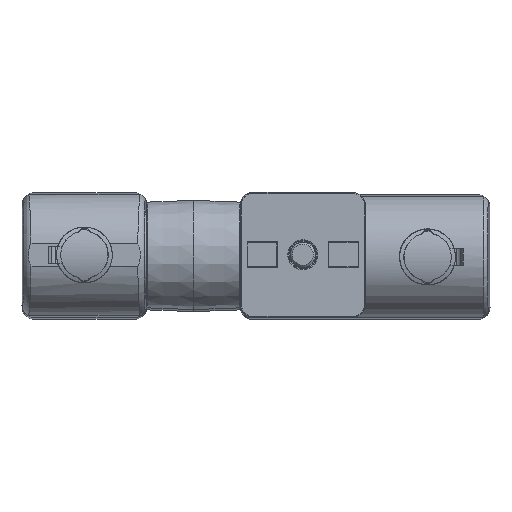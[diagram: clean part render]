
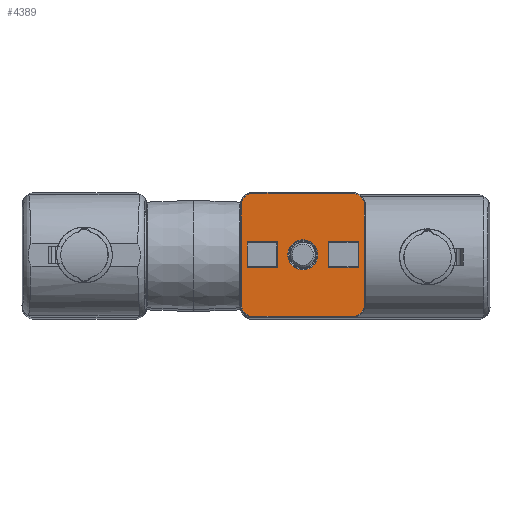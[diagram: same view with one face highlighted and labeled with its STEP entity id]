
A CAD part, top view. The second image highlights one B-rep face of the part: STEP entity #4389.
In plain terms, the highlighted face is planar.
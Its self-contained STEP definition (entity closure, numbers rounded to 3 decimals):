
#4389=ADVANCED_FACE('',(#5290,#5291,#5292,#5293),#5294,.F.);
#5290=FACE_OUTER_BOUND('',#6799,.T.);
#5291=FACE_BOUND('',#6800,.T.);
#5292=FACE_BOUND('',#6801,.T.);
#5293=FACE_BOUND('',#6802,.T.);
#5294=PLANE('',#6803);
#6799=EDGE_LOOP('',(#8808,#8809,#8810,#8811,#8812,#8813,#8814,#8815));
#6800=EDGE_LOOP('',(#8816,#8817,#8818,#8819));
#6801=EDGE_LOOP('',(#8820,#8821,#8822,#8823));
#6802=EDGE_LOOP('',(#8824));
#6803=AXIS2_PLACEMENT_3D('',#8825,#8826,#8827);
#8808=ORIENTED_EDGE('',*,*,#14043,.T.);
#8809=ORIENTED_EDGE('',*,*,#14104,.T.);
#8810=ORIENTED_EDGE('',*,*,#14055,.T.);
#8811=ORIENTED_EDGE('',*,*,#14116,.T.);
#8812=ORIENTED_EDGE('',*,*,#14021,.T.);
#8813=ORIENTED_EDGE('',*,*,#14083,.T.);
#8814=ORIENTED_EDGE('',*,*,#14117,.T.);
#8815=ORIENTED_EDGE('',*,*,#14105,.T.);
#8816=ORIENTED_EDGE('',*,*,#14118,.F.);
#8817=ORIENTED_EDGE('',*,*,#13968,.T.);
#8818=ORIENTED_EDGE('',*,*,#14063,.T.);
#8819=ORIENTED_EDGE('',*,*,#14059,.T.);
#8820=ORIENTED_EDGE('',*,*,#14119,.T.);
#8821=ORIENTED_EDGE('',*,*,#14101,.F.);
#8822=ORIENTED_EDGE('',*,*,#14072,.F.);
#8823=ORIENTED_EDGE('',*,*,#14074,.F.);
#8824=ORIENTED_EDGE('',*,*,#14026,.T.);
#8825=CARTESIAN_POINT('',(0.0,-16.0,16.0));
#8826=DIRECTION('',(1.0,0.0,0.0));
#8827=DIRECTION('',(0.0,1.0,0.0));
#13968=EDGE_CURVE('',#15891,#15889,#15892,.T.);
#14021=EDGE_CURVE('',#15978,#15982,#15984,.T.);
#14026=EDGE_CURVE('',#15992,#15992,#15993,.T.);
#14043=EDGE_CURVE('',#16023,#16021,#16024,.T.);
#14055=EDGE_CURVE('',#16038,#16036,#16039,.T.);
#14059=EDGE_CURVE('',#16045,#16043,#16046,.T.);
#14063=EDGE_CURVE('',#15889,#16045,#16051,.T.);
#14072=EDGE_CURVE('',#16064,#16062,#16066,.T.);
#14074=EDGE_CURVE('',#16067,#16064,#16069,.T.);
#14083=EDGE_CURVE('',#15982,#16081,#16083,.T.);
#14101=EDGE_CURVE('',#16062,#16106,#16107,.T.);
#14104=EDGE_CURVE('',#16021,#16038,#16110,.T.);
#14105=EDGE_CURVE('',#16111,#16023,#16112,.T.);
#14116=EDGE_CURVE('',#16036,#15978,#16126,.T.);
#14117=EDGE_CURVE('',#16081,#16111,#16127,.T.);
#14118=EDGE_CURVE('',#15891,#16043,#16128,.T.);
#14119=EDGE_CURVE('',#16067,#16106,#16129,.T.);
#15889=VERTEX_POINT('',#19298);
#15891=VERTEX_POINT('',#19301);
#15892=LINE('',#19302,#19303);
#15978=VERTEX_POINT('',#19425);
#15982=VERTEX_POINT('',#19430);
#15984=LINE('',#19432,#19433);
#15992=VERTEX_POINT('',#19445);
#15993=CIRCLE('',#19446,4.801);
#16021=VERTEX_POINT('',#19487);
#16023=VERTEX_POINT('',#19489);
#16024=LINE('',#19490,#19491);
#16036=VERTEX_POINT('',#19510);
#16038=VERTEX_POINT('',#19512);
#16039=LINE('',#19513,#19514);
#16043=VERTEX_POINT('',#19519);
#16045=VERTEX_POINT('',#19522);
#16046=LINE('',#19523,#19524);
#16051=LINE('',#19532,#19533);
#16062=VERTEX_POINT('',#19547);
#16064=VERTEX_POINT('',#19550);
#16066=LINE('',#19553,#19554);
#16067=VERTEX_POINT('',#19555);
#16069=LINE('',#19558,#19559);
#16081=VERTEX_POINT('',#19575);
#16083=CIRCLE('',#19577,3.71);
#16106=VERTEX_POINT('',#19607);
#16107=LINE('',#19608,#19609);
#16110=CIRCLE('',#19614,3.71);
#16111=VERTEX_POINT('',#19615);
#16112=CIRCLE('',#19616,3.71);
#16126=CIRCLE('',#19638,3.71);
#16127=LINE('',#19639,#19640);
#16128=LINE('',#19641,#19642);
#16129=LINE('',#19643,#19644);
#19298=CARTESIAN_POINT('',(0.,-4.183,-8.227));
#19301=CARTESIAN_POINT('',(0.,4.183,-8.227));
#19302=CARTESIAN_POINT('',(0.0,5.0,-8.227));
#19303=VECTOR('',#26156,1.0);
#19425=CARTESIAN_POINT('',(0.0,16.0,-19.71));
#19430=CARTESIAN_POINT('',(0.0,-16.0,-19.71));
#19432=CARTESIAN_POINT('',(0.0,-16.0,-19.71));
#19433=VECTOR('',#26239,1.0);
#19445=CARTESIAN_POINT('',(0.0,0.0,-4.801));
#19446=AXIS2_PLACEMENT_3D('',#26244,#26245,#26246);
#19487=CARTESIAN_POINT('',(0.0,16.0,19.71));
#19489=CARTESIAN_POINT('',(0.0,-16.0,19.71));
#19490=CARTESIAN_POINT('',(0.0,-16.0,19.71));
#19491=VECTOR('',#26269,1.0);
#19510=CARTESIAN_POINT('',(0.0,19.71,-16.0));
#19512=CARTESIAN_POINT('',(0.0,19.71,16.0));
#19513=CARTESIAN_POINT('',(0.0,19.71,16.0));
#19514=VECTOR('',#26289,1.0);
#19519=CARTESIAN_POINT('',(0.0,4.183,-17.75));
#19522=CARTESIAN_POINT('',(0.0,-4.183,-17.75));
#19523=CARTESIAN_POINT('',(0.0,-4.183,-17.75));
#19524=VECTOR('',#26295,1.0);
#19532=CARTESIAN_POINT('',(0.0,-4.183,17.75));
#19533=VECTOR('',#26299,1.0);
#19547=CARTESIAN_POINT('',(0.,4.183,8.227));
#19550=CARTESIAN_POINT('',(0.0,4.183,17.75));
#19553=CARTESIAN_POINT('',(0.0,4.183,17.75));
#19554=VECTOR('',#26314,1.0);
#19555=CARTESIAN_POINT('',(0.0,-4.183,17.75));
#19558=CARTESIAN_POINT('',(0.0,-4.183,17.75));
#19559=VECTOR('',#26316,1.0);
#19575=CARTESIAN_POINT('',(0.0,-19.71,-16.0));
#19577=AXIS2_PLACEMENT_3D('',#26333,#26334,#26335);
#19607=CARTESIAN_POINT('',(0.,-4.183,8.227));
#19608=CARTESIAN_POINT('',(0.,5.0,8.227));
#19609=VECTOR('',#26373,1.0);
#19614=AXIS2_PLACEMENT_3D('',#26376,#26377,#26378);
#19615=CARTESIAN_POINT('',(0.0,-19.71,16.0));
#19616=AXIS2_PLACEMENT_3D('',#26379,#26380,#26381);
#19638=AXIS2_PLACEMENT_3D('',#26396,#26397,#26398);
#19639=CARTESIAN_POINT('',(0.0,-19.71,16.0));
#19640=VECTOR('',#26399,1.0);
#19641=CARTESIAN_POINT('',(0.0,4.183,17.75));
#19642=VECTOR('',#26400,1.0);
#19643=CARTESIAN_POINT('',(0.0,-4.183,17.75));
#19644=VECTOR('',#26401,1.0);
#26156=DIRECTION('',(0.0,-1.0,0.0));
#26239=DIRECTION('',(0.0,-1.0,0.0));
#26244=CARTESIAN_POINT('',(0.0,0.0,0.0));
#26245=DIRECTION('',(1.0,0.0,0.0));
#26246=DIRECTION('',(0.0,0.0,-1.0));
#26269=DIRECTION('',(0.0,1.0,0.0));
#26289=DIRECTION('',(0.0,0.0,-1.0));
#26295=DIRECTION('',(0.0,1.0,0.0));
#26299=DIRECTION('',(0.0,0.0,-1.0));
#26314=DIRECTION('',(0.0,0.0,-1.0));
#26316=DIRECTION('',(0.0,1.0,0.0));
#26333=CARTESIAN_POINT('',(0.0,-16.0,-16.0));
#26334=DIRECTION('',(-1.0,0.0,0.0));
#26335=DIRECTION('',(0.0,0.0,-1.0));
#26373=DIRECTION('',(0.0,-1.0,0.0));
#26376=CARTESIAN_POINT('',(0.0,16.0,16.0));
#26377=DIRECTION('',(-1.0,0.0,0.0));
#26378=DIRECTION('',(0.0,0.0,-1.0));
#26379=CARTESIAN_POINT('',(0.0,-16.0,16.0));
#26380=DIRECTION('',(-1.0,0.0,0.0));
#26381=DIRECTION('',(0.0,0.0,-1.0));
#26396=CARTESIAN_POINT('',(0.0,16.0,-16.0));
#26397=DIRECTION('',(-1.0,0.0,0.0));
#26398=DIRECTION('',(0.0,0.0,-1.0));
#26399=DIRECTION('',(0.0,0.0,1.0));
#26400=DIRECTION('',(0.0,0.0,-1.0));
#26401=DIRECTION('',(0.0,0.0,-1.0));
